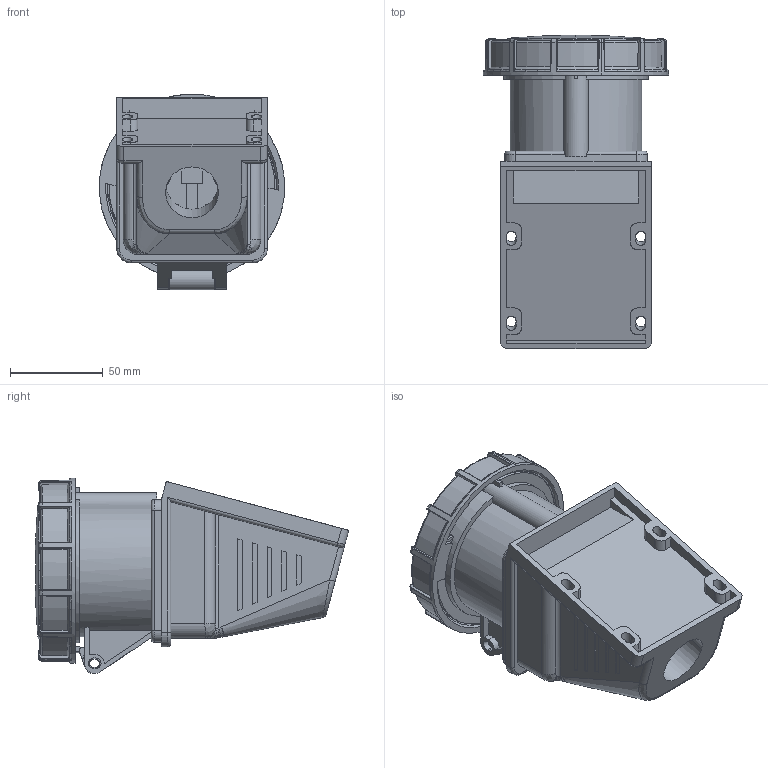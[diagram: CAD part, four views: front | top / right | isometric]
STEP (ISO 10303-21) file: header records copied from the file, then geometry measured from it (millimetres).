
FILE_DESCRIPTION((''),'2;1');
FILE_NAME('32A5K0003_ASM','2021-10-13T15:58:58',('Administrator'),(''),'CREO PARAMETRIC BY PTC INC, 2021063','CREO PARAMETRIC BY PTC INC, 2021063','');
FILE_SCHEMA(('AUTOMOTIVE_DESIGN { 1 0 10303 214 1 1 1 1 }'));
Products named in the file (10): 00; 32A5K000; 0033; 8__0002; 6__0002; 00_ASM; 003; 32A5K0004; 32A5K0003_ASM
Assembly tree (12 placements, depth 3):
  32A5K0003_ASM
    00_ASM
      00
      00
      32A5K000
      0033
      8__0002
      6__0002  x4
    003
    32A5K0004
Bounding box: 99.99 x 169.26 x 105.6 mm (x, y, z)
Volume: 278589.2 mm3; surface area: 235896.7 mm2
Topology: 11 solids, 14 shells, 1608 faces, 4406 edges, 2920 vertices
Faces by surface type: plane 714, cylinder 509, bspline 177, cone 126, torus 74, sphere 8
Entity records: 67968 total; most frequent: CARTESIAN_POINT 20934, ORIENTED_EDGE 7726, DIRECTION 7073, EDGE_CURVE 3870, PRESENTATION_STYLE_ASSIGNMENT 3282, STYLED_ITEM 3282, CURVE_STYLE 3272, AXIS2_PLACEMENT_3D 2555
